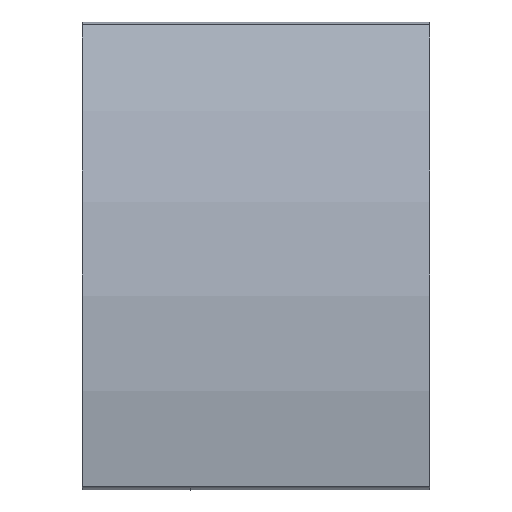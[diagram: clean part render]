
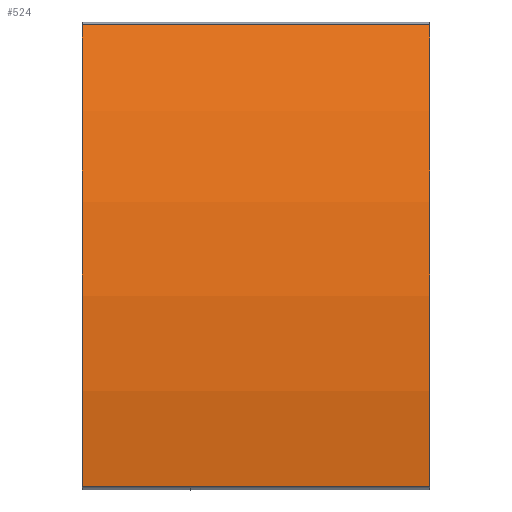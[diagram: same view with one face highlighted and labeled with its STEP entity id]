
A CAD part, top view. The second image highlights one B-rep face of the part: STEP entity #524.
In plain terms, the highlighted cylindrical face has radius 68 mm (diameter 136 mm), a partial arc.
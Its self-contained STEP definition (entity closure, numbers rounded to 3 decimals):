
#19=LINE('',#808,#64);
#51=LINE('',#912,#96);
#54=LINE('',#923,#99);
#64=VECTOR('',#640,10.);
#96=VECTOR('',#742,10.);
#99=VECTOR('',#755,10.);
#118=CYLINDRICAL_SURFACE('',#607,68.);
#139=FACE_OUTER_BOUND('',#172,.T.);
#172=EDGE_LOOP('',(#436,#437,#438,#439,#440));
#197=CIRCLE('',#579,68.);
#213=CIRCLE('',#608,68.);
#214=VERTEX_POINT('',#791);
#221=VERTEX_POINT('',#807);
#237=VERTEX_POINT('',#848);
#258=VERTEX_POINT('',#911);
#261=VERTEX_POINT('',#921);
#269=EDGE_CURVE('',#214,#221,#19,.T.);
#290=EDGE_CURVE('',#221,#237,#197,.T.);
#322=EDGE_CURVE('',#258,#237,#51,.T.);
#328=EDGE_CURVE('',#214,#261,#54,.T.);
#329=EDGE_CURVE('',#258,#261,#213,.T.);
#436=ORIENTED_EDGE('',*,*,#328,.T.);
#437=ORIENTED_EDGE('',*,*,#329,.F.);
#438=ORIENTED_EDGE('',*,*,#322,.T.);
#439=ORIENTED_EDGE('',*,*,#290,.F.);
#440=ORIENTED_EDGE('',*,*,#269,.F.);
#524=ADVANCED_FACE('',(#139),#118,.T.);
#579=AXIS2_PLACEMENT_3D('',#849,#677,#678);
#607=AXIS2_PLACEMENT_3D('',#924,#756,#757);
#608=AXIS2_PLACEMENT_3D('',#925,#758,#759);
#640=DIRECTION('',(-1.,0.,0.));
#677=DIRECTION('center_axis',(-1.,0.,0.));
#678=DIRECTION('ref_axis',(0.,-0.147,0.989));
#742=DIRECTION('',(-1.,0.,0.));
#755=DIRECTION('',(1.,0.,0.));
#756=DIRECTION('center_axis',(1.,0.,0.));
#757=DIRECTION('ref_axis',(0.,0.478,0.878));
#758=DIRECTION('center_axis',(1.,0.,0.));
#759=DIRECTION('ref_axis',(0.,0.478,0.878));
#791=CARTESIAN_POINT('',(10.,0.,46.261));
#807=CARTESIAN_POINT('',(0.,0.,46.261));
#808=CARTESIAN_POINT('',(10.,0.,46.261));
#848=CARTESIAN_POINT('',(0.,42.5,38.731));
#849=CARTESIAN_POINT('Origin',(0.,10.,-21.));
#911=CARTESIAN_POINT('',(32.,42.5,38.731));
#912=CARTESIAN_POINT('',(10.,42.5,38.731));
#921=CARTESIAN_POINT('',(32.,0.,46.261));
#923=CARTESIAN_POINT('',(10.,0.,46.261));
#924=CARTESIAN_POINT('Origin',(10.,10.,-21.));
#925=CARTESIAN_POINT('Origin',(32.,10.,-21.));
